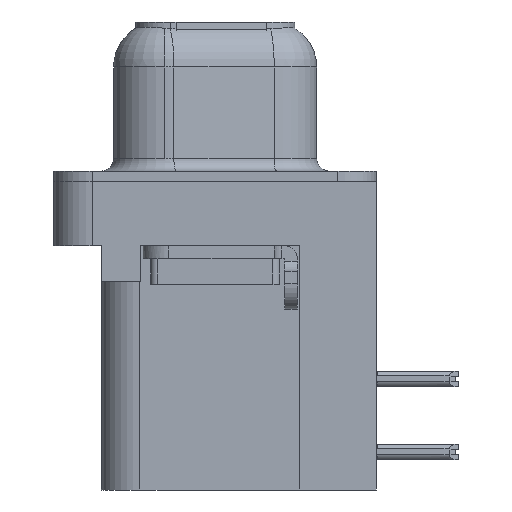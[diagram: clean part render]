
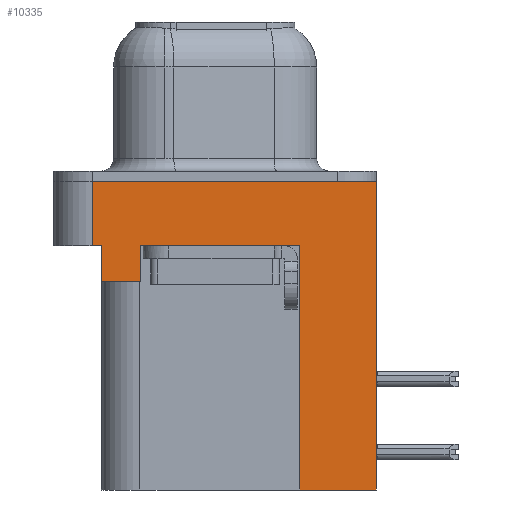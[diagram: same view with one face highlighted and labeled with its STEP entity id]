
A CAD part, left-side view. The second image highlights one B-rep face of the part: STEP entity #10335.
In plain terms, the highlighted planar face has unit normal (-1, 0, 0).
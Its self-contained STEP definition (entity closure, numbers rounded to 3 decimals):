
#161 = DIRECTION ( 'NONE',  ( 0., 1., 0. ) ) ;
#296 = CARTESIAN_POINT ( 'NONE',  ( -2.91, -6.275, -2.5 ) ) ;
#353 = DIRECTION ( 'NONE',  ( 0., -1., 0. ) ) ;
#364 = EDGE_CURVE ( 'NONE', #20378, #23294, #13679, .T. ) ;
#964 = EDGE_CURVE ( 'NONE', #20378, #15193, #17126, .T. ) ;
#1101 = EDGE_CURVE ( 'NONE', #12333, #11873, #19744, .T. ) ;
#1241 = LINE ( 'NONE', #8908, #1830 ) ;
#1807 = CARTESIAN_POINT ( 'NONE',  ( -2.91, -6.275, -2.5 ) ) ;
#1812 = CARTESIAN_POINT ( 'NONE',  ( -2.91, 4.775, -2.5 ) ) ;
#1830 = VECTOR ( 'NONE', #23533, 1000. ) ;
#2277 = VECTOR ( 'NONE', #8400, 1000. ) ;
#2443 = DIRECTION ( 'NONE',  ( 0., -1., 0. ) ) ;
#3156 = CARTESIAN_POINT ( 'NONE',  ( -2.91, -3.295, -12. ) ) ;
#3193 = EDGE_CURVE ( 'NONE', #23294, #11873, #8837, .T. ) ;
#3800 = CARTESIAN_POINT ( 'NONE',  ( -2.91, 4.775, -2.5 ) ) ;
#3911 = CARTESIAN_POINT ( 'NONE',  ( -2.91, 2.895, -3.9 ) ) ;
#4115 = CARTESIAN_POINT ( 'NONE',  ( -2.91, 4.425, -3.9 ) ) ;
#4306 = ORIENTED_EDGE ( 'NONE', *, *, #964, .T. ) ;
#5157 = CARTESIAN_POINT ( 'NONE',  ( -2.91, -6.275, -12. ) ) ;
#5557 = CARTESIAN_POINT ( 'NONE',  ( -2.91, -6.275, 0. ) ) ;
#6340 = EDGE_CURVE ( 'NONE', #21250, #22722, #13449, .T. ) ;
#6453 = CARTESIAN_POINT ( 'NONE',  ( -2.91, 4.425, -2.5 ) ) ;
#7369 = DIRECTION ( 'NONE',  ( -1., 0., 0. ) ) ;
#7376 = LINE ( 'NONE', #18438, #16032 ) ;
#7963 = EDGE_CURVE ( 'NONE', #21250, #12333, #9347, .T. ) ;
#8165 = CARTESIAN_POINT ( 'NONE',  ( -2.91, -3.295, -12. ) ) ;
#8400 = DIRECTION ( 'NONE',  ( 0., 0., 1. ) ) ;
#8463 = LINE ( 'NONE', #22396, #20889 ) ;
#8837 = LINE ( 'NONE', #19476, #2277 ) ;
#8908 = CARTESIAN_POINT ( 'NONE',  ( -2.91, -6.275, -2.5 ) ) ;
#8982 = ORIENTED_EDGE ( 'NONE', *, *, #23118, .F. ) ;
#9347 = LINE ( 'NONE', #3911, #13676 ) ;
#9836 = FACE_OUTER_BOUND ( 'NONE', #17769, .T. ) ;
#10216 = EDGE_CURVE ( 'NONE', #16115, #13498, #1241, .T. ) ;
#10335 = ADVANCED_FACE ( 'NONE', ( #9836 ), #18427, .T. ) ;
#10478 = DIRECTION ( 'NONE',  ( 0., 1., 0. ) ) ;
#10655 = ORIENTED_EDGE ( 'NONE', *, *, #7963, .T. ) ;
#11286 = DIRECTION ( 'NONE',  ( 0., 0., 1. ) ) ;
#11331 = VECTOR ( 'NONE', #16423, 1000. ) ;
#11778 = CARTESIAN_POINT ( 'NONE',  ( -2.91, -6.275, -2.5 ) ) ;
#11873 = VERTEX_POINT ( 'NONE', #11886 ) ;
#11886 = CARTESIAN_POINT ( 'NONE',  ( -2.91, -3.295, -2.5 ) ) ;
#11911 = LINE ( 'NONE', #1812, #11331 ) ;
#12045 = VERTEX_POINT ( 'NONE', #21857 ) ;
#12333 = VERTEX_POINT ( 'NONE', #17133 ) ;
#13449 = LINE ( 'NONE', #22204, #22106 ) ;
#13498 = VERTEX_POINT ( 'NONE', #6453 ) ;
#13676 = VECTOR ( 'NONE', #22437, 1000. ) ;
#13679 = LINE ( 'NONE', #3156, #22929 ) ;
#14817 = DIRECTION ( 'NONE',  ( 0., 0., 1. ) ) ;
#14846 = VECTOR ( 'NONE', #2443, 1000. ) ;
#14982 = ORIENTED_EDGE ( 'NONE', *, *, #20571, .F. ) ;
#15193 = VERTEX_POINT ( 'NONE', #5557 ) ;
#15680 = ORIENTED_EDGE ( 'NONE', *, *, #6340, .F. ) ;
#16032 = VECTOR ( 'NONE', #14817, 1000. ) ;
#16115 = VERTEX_POINT ( 'NONE', #3800 ) ;
#16423 = DIRECTION ( 'NONE',  ( 0., 0., 1. ) ) ;
#16603 = ORIENTED_EDGE ( 'NONE', *, *, #10216, .T. ) ;
#16953 = ORIENTED_EDGE ( 'NONE', *, *, #364, .F. ) ;
#17126 = LINE ( 'NONE', #296, #17705 ) ;
#17133 = CARTESIAN_POINT ( 'NONE',  ( -2.91, 2.895, -2.5 ) ) ;
#17413 = CARTESIAN_POINT ( 'NONE',  ( -2.91, 2.895, -3.9 ) ) ;
#17705 = VECTOR ( 'NONE', #11286, 1000. ) ;
#17766 = EDGE_CURVE ( 'NONE', #22722, #13498, #7376, .T. ) ;
#17769 = EDGE_LOOP ( 'NONE', ( #14982, #8982, #16603, #19037, #15680, #10655, #21490, #20100, #16953, #4306 ) ) ;
#18427 = PLANE ( 'NONE',  #23317 ) ;
#18438 = CARTESIAN_POINT ( 'NONE',  ( -2.91, 4.425, -3.9 ) ) ;
#19037 = ORIENTED_EDGE ( 'NONE', *, *, #17766, .F. ) ;
#19476 = CARTESIAN_POINT ( 'NONE',  ( -2.91, -3.295, -12. ) ) ;
#19744 = LINE ( 'NONE', #11778, #14846 ) ;
#20100 = ORIENTED_EDGE ( 'NONE', *, *, #3193, .F. ) ;
#20283 = DIRECTION ( 'NONE',  ( 0., 0., 1. ) ) ;
#20378 = VERTEX_POINT ( 'NONE', #5157 ) ;
#20571 = EDGE_CURVE ( 'NONE', #12045, #15193, #8463, .T. ) ;
#20889 = VECTOR ( 'NONE', #353, 1000. ) ;
#21250 = VERTEX_POINT ( 'NONE', #17413 ) ;
#21490 = ORIENTED_EDGE ( 'NONE', *, *, #1101, .T. ) ;
#21857 = CARTESIAN_POINT ( 'NONE',  ( -2.91, 4.775, 0. ) ) ;
#22106 = VECTOR ( 'NONE', #161, 1000. ) ;
#22204 = CARTESIAN_POINT ( 'NONE',  ( -2.91, 4.425, -3.9 ) ) ;
#22396 = CARTESIAN_POINT ( 'NONE',  ( -2.91, -6.275, 0. ) ) ;
#22437 = DIRECTION ( 'NONE',  ( 0., 0., 1. ) ) ;
#22722 = VERTEX_POINT ( 'NONE', #4115 ) ;
#22929 = VECTOR ( 'NONE', #10478, 1000. ) ;
#23118 = EDGE_CURVE ( 'NONE', #16115, #12045, #11911, .T. ) ;
#23294 = VERTEX_POINT ( 'NONE', #8165 ) ;
#23317 = AXIS2_PLACEMENT_3D ( 'NONE', #1807, #7369, #20283 ) ;
#23533 = DIRECTION ( 'NONE',  ( 0., -1., 0. ) ) ;
